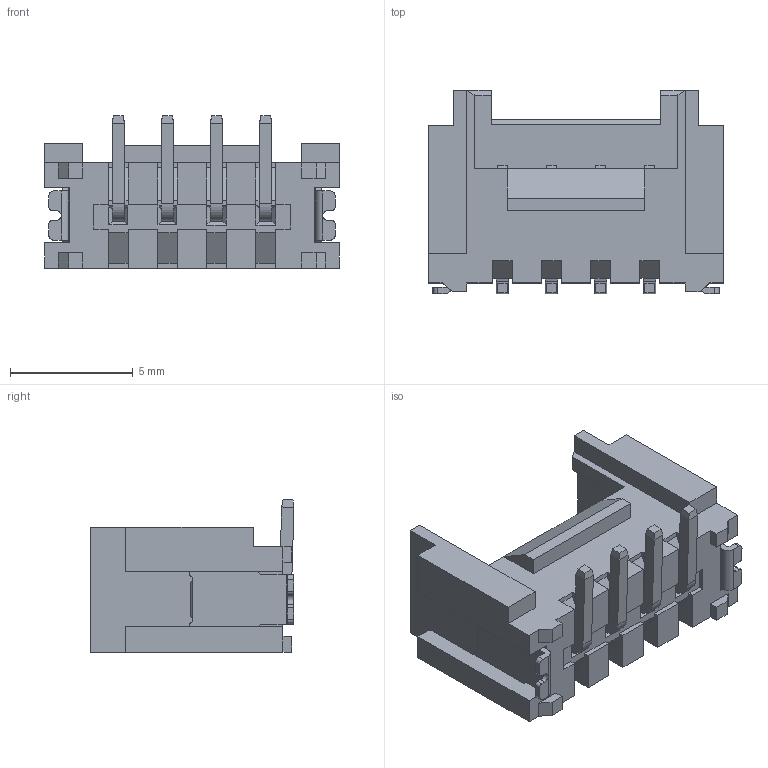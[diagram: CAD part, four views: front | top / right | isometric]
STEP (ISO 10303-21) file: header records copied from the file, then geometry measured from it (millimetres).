
FILE_DESCRIPTION (( 'STEP AP214' ), '1' );
FILE_NAME ('WF09-0N04T83N11.STEP', '2023-08-11T14:48:39', ( '' ), ( '' ), 'SwSTEP 2.0', 'SolidWorks 2023', '' );
FILE_SCHEMA (( 'AUTOMOTIVE_DESIGN' ));
Length unit declared in the file: millimetre
Products named in the file (1): WF09-0N04T83N11
Bounding box: 12 x 8.3 x 6.22 mm (x, y, z)
Volume: 194.5 mm3; surface area: 635.6 mm2
Topology: 1 solids, 1 shells, 319 faces, 893 edges, 576 vertices
Faces by surface type: plane 277, cylinder 42
Entity records: 13431 total; most frequent: CARTESIAN_POINT 1813, ORIENTED_EDGE 1786, DIRECTION 1613, EDGE_CURVE 893, LINE 797, VECTOR 797, VERTEX_POINT 576, AXIS2_PLACEMENT_3D 408
